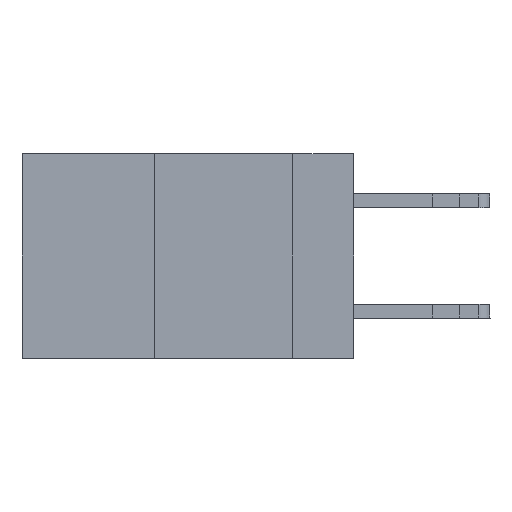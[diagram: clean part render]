
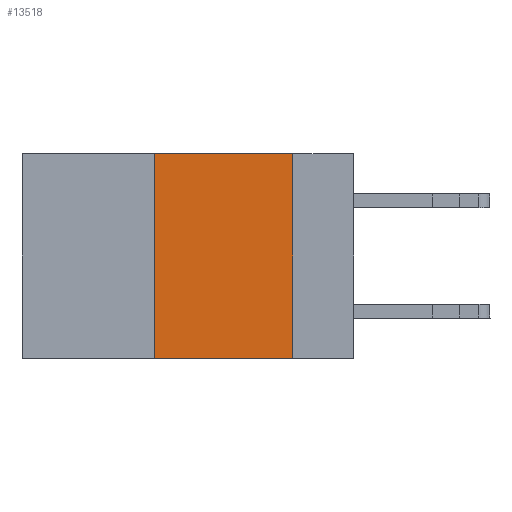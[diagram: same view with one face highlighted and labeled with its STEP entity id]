
A CAD part, left-side view. The second image highlights one B-rep face of the part: STEP entity #13518.
In plain terms, the highlighted planar face has unit normal (-1, 0, 0).
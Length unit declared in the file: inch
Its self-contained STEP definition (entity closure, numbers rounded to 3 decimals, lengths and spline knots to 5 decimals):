
#185 = ORIENTED_EDGE ( 'NONE', *, *, #18949, .F. ) ;
#753 = CARTESIAN_POINT ( 'NONE',  ( 0., 0.11, -0.37 ) ) ;
#912 = VECTOR ( 'NONE', #18890, 39.37008 ) ;
#1611 = LINE ( 'NONE', #15359, #12020 ) ;
#1707 = VERTEX_POINT ( 'NONE', #18865 ) ;
#2437 = DIRECTION ( 'NONE',  ( 0., -1., 0. ) ) ;
#2678 = VERTEX_POINT ( 'NONE', #28322 ) ;
#2753 = CARTESIAN_POINT ( 'NONE',  ( 0., 0.6, 0. ) ) ;
#4094 = LINE ( 'NONE', #30970, #14761 ) ;
#7854 = CARTESIAN_POINT ( 'NONE',  ( 0., 0.11, 0. ) ) ;
#7977 = LINE ( 'NONE', #28569, #912 ) ;
#10488 = LINE ( 'NONE', #16108, #23659 ) ;
#12020 = VECTOR ( 'NONE', #29958, 39.37008 ) ;
#12064 = EDGE_CURVE ( 'NONE', #2678, #18679, #4094, .T. ) ;
#12890 = FACE_OUTER_BOUND ( 'NONE', #23263, .T. ) ;
#13518 = ADVANCED_FACE ( 'NONE', ( #12890 ), #29001, .F. ) ;
#13748 = VERTEX_POINT ( 'NONE', #7854 ) ;
#14761 = VECTOR ( 'NONE', #2437, 39.37008 ) ;
#15359 = CARTESIAN_POINT ( 'NONE',  ( 0., 0.36, 0. ) ) ;
#16108 = CARTESIAN_POINT ( 'NONE',  ( 0., 0.11, 0. ) ) ;
#17917 = AXIS2_PLACEMENT_3D ( 'NONE', #2753, #26879, #24255 ) ;
#18679 = VERTEX_POINT ( 'NONE', #753 ) ;
#18865 = CARTESIAN_POINT ( 'NONE',  ( 0., 0.36, 0. ) ) ;
#18890 = DIRECTION ( 'NONE',  ( 0., -1., 0. ) ) ;
#18949 = EDGE_CURVE ( 'NONE', #13748, #18679, #10488, .T. ) ;
#19446 = ORIENTED_EDGE ( 'NONE', *, *, #24495, .F. ) ;
#20928 = DIRECTION ( 'NONE',  ( 0., 0., -1. ) ) ;
#22956 = ORIENTED_EDGE ( 'NONE', *, *, #26784, .F. ) ;
#23263 = EDGE_LOOP ( 'NONE', ( #185, #22956, #19446, #27629 ) ) ;
#23659 = VECTOR ( 'NONE', #20928, 39.37008 ) ;
#24255 = DIRECTION ( 'NONE',  ( 0., 0., -1. ) ) ;
#24495 = EDGE_CURVE ( 'NONE', #2678, #1707, #1611, .T. ) ;
#26784 = EDGE_CURVE ( 'NONE', #1707, #13748, #7977, .T. ) ;
#26879 = DIRECTION ( 'NONE',  ( 1., 0., 0. ) ) ;
#27629 = ORIENTED_EDGE ( 'NONE', *, *, #12064, .T. ) ;
#28322 = CARTESIAN_POINT ( 'NONE',  ( 0., 0.36, -0.37 ) ) ;
#28569 = CARTESIAN_POINT ( 'NONE',  ( 0., 0.6, 0. ) ) ;
#29001 = PLANE ( 'NONE',  #17917 ) ;
#29958 = DIRECTION ( 'NONE',  ( 0., 0., 1. ) ) ;
#30970 = CARTESIAN_POINT ( 'NONE',  ( 0., 0.6, -0.37 ) ) ;
